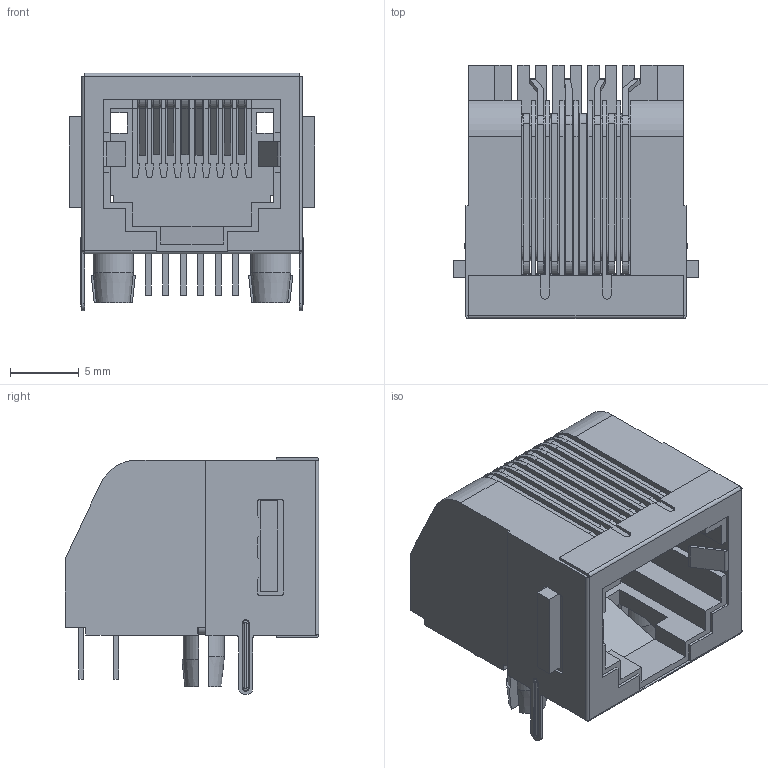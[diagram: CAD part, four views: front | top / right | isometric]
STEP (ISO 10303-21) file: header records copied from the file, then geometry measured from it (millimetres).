
FILE_DESCRIPTION(/* description */ ('Unknown'),/* implementation_level */ '2;1');
FILE_NAME(/* name */ 'J_Wurth_WR-MJ_615008143521',/* time_stamp */ '2025-06-30T15:12:43+08:00',/* author */ ('Unknown'),/* organization */ ('Unknown'),/* preprocessor_version */ 'ST-DEVELOPER v19.4',/* originating_system */ 'Solid Edge',/* authorisation */ 'Unknown');
FILE_SCHEMA (('AUTOMOTIVE_DESIGN {1 0 10303 214 3 1 1}'));
Length unit declared in the file: millimetre
Products named in the file (2): J_Wurth_WR-MJ_615008143521
Assembly tree (1 placements, depth 2):
  J_Wurth_WR-MJ_615008143521
    J_Wurth_WR-MJ_615008143521
Bounding box: 17.8 x 18.4 x 17.23 mm (x, y, z)
Volume: 1779.2 mm3; surface area: 3335.3 mm2
Topology: 1 solids, 1 shells, 676 faces, 1951 edges, 1242 vertices
Faces by surface type: plane 524, cylinder 124, cone 12, torus 8, bspline 8
Entity records: 26791 total; most frequent: CARTESIAN_POINT 4178, ORIENTED_EDGE 3898, DIRECTION 3495, EDGE_CURVE 1949, LINE 1643, VECTOR 1643, VERTEX_POINT 1242, AXIS2_PLACEMENT_3D 926
